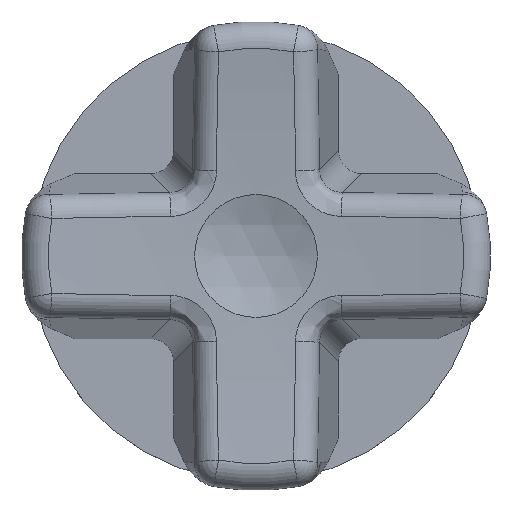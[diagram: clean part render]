
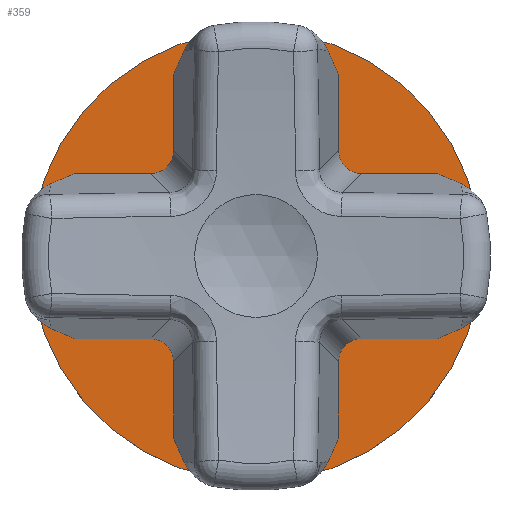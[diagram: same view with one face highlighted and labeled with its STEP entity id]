
A CAD part, top view. The second image highlights one B-rep face of the part: STEP entity #359.
In plain terms, the highlighted planar face has unit normal (0, 0, 1).
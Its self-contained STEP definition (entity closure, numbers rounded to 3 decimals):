
#71=PLANE('',#1448);
#121=LINE('',#2333,#181);
#122=LINE('',#2337,#182);
#123=LINE('',#2338,#183);
#124=LINE('',#2342,#184);
#125=LINE('',#2343,#185);
#126=LINE('',#2347,#186);
#127=LINE('',#2348,#187);
#128=LINE('',#2352,#188);
#181=VECTOR('',#1705,1.);
#182=VECTOR('',#1708,1.);
#183=VECTOR('',#1709,1.);
#184=VECTOR('',#1712,1.);
#185=VECTOR('',#1713,1.);
#186=VECTOR('',#1716,1.);
#187=VECTOR('',#1717,1.);
#188=VECTOR('',#1720,1.);
#328=ELLIPSE('',#1444,1.134,1.1);
#329=ELLIPSE('',#1445,1.134,1.1);
#330=ELLIPSE('',#1446,1.134,1.1);
#331=ELLIPSE('',#1447,1.134,1.1);
#359=ADVANCED_FACE('',(#446,#447),#71,.T.);
#446=FACE_BOUND('',#474,.T.);
#447=FACE_BOUND('',#475,.T.);
#474=EDGE_LOOP('',(#690,#691,#692,#693,#694,#695,#696,#697,#698,#699,#700,
#701,#702,#703,#704,#705));
#475=EDGE_LOOP('',(#706));
#690=ORIENTED_EDGE('',*,*,#1198,.F.);
#691=ORIENTED_EDGE('',*,*,#1199,.T.);
#692=ORIENTED_EDGE('',*,*,#1200,.F.);
#693=ORIENTED_EDGE('',*,*,#1138,.F.);
#694=ORIENTED_EDGE('',*,*,#1201,.F.);
#695=ORIENTED_EDGE('',*,*,#1202,.T.);
#696=ORIENTED_EDGE('',*,*,#1203,.F.);
#697=ORIENTED_EDGE('',*,*,#1153,.F.);
#698=ORIENTED_EDGE('',*,*,#1204,.F.);
#699=ORIENTED_EDGE('',*,*,#1205,.T.);
#700=ORIENTED_EDGE('',*,*,#1206,.F.);
#701=ORIENTED_EDGE('',*,*,#1148,.F.);
#702=ORIENTED_EDGE('',*,*,#1207,.F.);
#703=ORIENTED_EDGE('',*,*,#1208,.T.);
#704=ORIENTED_EDGE('',*,*,#1209,.F.);
#705=ORIENTED_EDGE('',*,*,#1143,.F.);
#706=ORIENTED_EDGE('',*,*,#1197,.F.);
#1014=VERTEX_POINT('',#2108);
#1015=VERTEX_POINT('',#2110);
#1018=VERTEX_POINT('',#2138);
#1019=VERTEX_POINT('',#2140);
#1022=VERTEX_POINT('',#2176);
#1023=VERTEX_POINT('',#2178);
#1026=VERTEX_POINT('',#2206);
#1027=VERTEX_POINT('',#2208);
#1062=VERTEX_POINT('',#2331);
#1063=VERTEX_POINT('',#2334);
#1064=VERTEX_POINT('',#2336);
#1065=VERTEX_POINT('',#2339);
#1066=VERTEX_POINT('',#2341);
#1067=VERTEX_POINT('',#2344);
#1068=VERTEX_POINT('',#2346);
#1069=VERTEX_POINT('',#2349);
#1070=VERTEX_POINT('',#2351);
#1138=EDGE_CURVE('',#1014,#1015,#1323,.T.);
#1143=EDGE_CURVE('',#1018,#1019,#1324,.T.);
#1148=EDGE_CURVE('',#1022,#1023,#1325,.T.);
#1153=EDGE_CURVE('',#1026,#1027,#1326,.T.);
#1197=EDGE_CURVE('',#1062,#1062,#1336,.T.);
#1198=EDGE_CURVE('',#1063,#1018,#121,.T.);
#1199=EDGE_CURVE('',#1063,#1064,#328,.T.);
#1200=EDGE_CURVE('',#1015,#1064,#122,.T.);
#1201=EDGE_CURVE('',#1065,#1014,#123,.T.);
#1202=EDGE_CURVE('',#1065,#1066,#329,.T.);
#1203=EDGE_CURVE('',#1027,#1066,#124,.T.);
#1204=EDGE_CURVE('',#1067,#1026,#125,.T.);
#1205=EDGE_CURVE('',#1067,#1068,#330,.T.);
#1206=EDGE_CURVE('',#1023,#1068,#126,.T.);
#1207=EDGE_CURVE('',#1069,#1022,#127,.T.);
#1208=EDGE_CURVE('',#1069,#1070,#331,.T.);
#1209=EDGE_CURVE('',#1019,#1070,#128,.T.);
#1323=CIRCLE('',#1416,9.306);
#1324=CIRCLE('',#1418,9.306);
#1325=CIRCLE('',#1420,9.306);
#1326=CIRCLE('',#1422,9.306);
#1336=CIRCLE('',#1442,10.5);
#1416=AXIS2_PLACEMENT_3D('',#2109,#1625,#1626);
#1418=AXIS2_PLACEMENT_3D('',#2139,#1629,#1630);
#1420=AXIS2_PLACEMENT_3D('',#2177,#1633,#1634);
#1422=AXIS2_PLACEMENT_3D('',#2207,#1637,#1638);
#1442=AXIS2_PLACEMENT_3D('',#2330,#1701,#1702);
#1444=AXIS2_PLACEMENT_3D('',#2335,#1706,#1707);
#1445=AXIS2_PLACEMENT_3D('',#2340,#1710,#1711);
#1446=AXIS2_PLACEMENT_3D('',#2345,#1714,#1715);
#1447=AXIS2_PLACEMENT_3D('',#2350,#1718,#1719);
#1448=AXIS2_PLACEMENT_3D('',#2353,#1721,#1722);
#1625=DIRECTION('',(0.,0.,1.));
#1626=DIRECTION('',(1.,0.,0.));
#1629=DIRECTION('',(0.,0.,1.));
#1630=DIRECTION('',(1.,0.,0.));
#1633=DIRECTION('',(0.,0.,1.));
#1634=DIRECTION('',(1.,0.,0.));
#1637=DIRECTION('',(0.,0.,1.));
#1638=DIRECTION('',(1.,0.,0.));
#1701=DIRECTION('',(0.,0.,-1.));
#1702=DIRECTION('',(1.,0.,0.));
#1705=DIRECTION('',(0.,-1.,0.));
#1706=DIRECTION('',(0.,0.,1.));
#1707=DIRECTION('',(0.707,0.707,0.));
#1708=DIRECTION('',(1.,0.,0.));
#1709=DIRECTION('',(-1.,0.,0.));
#1710=DIRECTION('',(0.,0.,1.));
#1711=DIRECTION('',(0.707,-0.707,0.));
#1712=DIRECTION('',(0.,-1.,0.));
#1713=DIRECTION('',(0.,1.,0.));
#1714=DIRECTION('',(0.,0.,1.));
#1715=DIRECTION('',(-0.707,-0.707,0.));
#1716=DIRECTION('',(-1.,0.,0.));
#1717=DIRECTION('',(1.,0.,0.));
#1718=DIRECTION('',(0.,0.,1.));
#1719=DIRECTION('',(-0.707,0.707,0.));
#1720=DIRECTION('',(0.,1.,0.));
#1721=DIRECTION('',(0.,0.,1.));
#1722=DIRECTION('',(1.,0.,0.));
#2108=CARTESIAN_POINT('',(-8.476,3.842,4.2));
#2109=CARTESIAN_POINT('',(0.,0.,4.2));
#2110=CARTESIAN_POINT('',(-8.476,-3.842,4.2));
#2138=CARTESIAN_POINT('',(-3.842,-8.476,4.2));
#2139=CARTESIAN_POINT('',(0.,0.,4.2));
#2140=CARTESIAN_POINT('',(3.842,-8.476,4.2));
#2176=CARTESIAN_POINT('',(8.476,-3.842,4.2));
#2177=CARTESIAN_POINT('',(0.,0.,4.2));
#2178=CARTESIAN_POINT('',(8.476,3.842,4.2));
#2206=CARTESIAN_POINT('',(3.842,8.476,4.2));
#2207=CARTESIAN_POINT('',(0.,0.,4.2));
#2208=CARTESIAN_POINT('',(-3.842,8.476,4.2));
#2330=CARTESIAN_POINT('',(0.,0.,4.2));
#2331=CARTESIAN_POINT('',(10.5,0.,4.2));
#2333=CARTESIAN_POINT('',(-3.842,-2.202,4.2));
#2334=CARTESIAN_POINT('',(-3.842,-4.925,4.2));
#2335=CARTESIAN_POINT('',(-4.959,-4.959,4.2));
#2336=CARTESIAN_POINT('',(-4.925,-3.842,4.2));
#2337=CARTESIAN_POINT('',(-10.702,-3.842,4.2));
#2338=CARTESIAN_POINT('',(-2.202,3.842,4.2));
#2339=CARTESIAN_POINT('',(-4.925,3.842,4.2));
#2340=CARTESIAN_POINT('',(-4.959,4.959,4.2));
#2341=CARTESIAN_POINT('',(-3.842,4.925,4.2));
#2342=CARTESIAN_POINT('',(-3.842,10.702,4.2));
#2343=CARTESIAN_POINT('',(3.842,2.202,4.2));
#2344=CARTESIAN_POINT('',(3.842,4.925,4.2));
#2345=CARTESIAN_POINT('',(4.959,4.959,4.2));
#2346=CARTESIAN_POINT('',(4.925,3.842,4.2));
#2347=CARTESIAN_POINT('',(10.702,3.842,4.2));
#2348=CARTESIAN_POINT('',(2.202,-3.842,4.2));
#2349=CARTESIAN_POINT('',(4.925,-3.842,4.2));
#2350=CARTESIAN_POINT('',(4.959,-4.959,4.2));
#2351=CARTESIAN_POINT('',(3.842,-4.925,4.2));
#2352=CARTESIAN_POINT('',(3.842,-10.702,4.2));
#2353=CARTESIAN_POINT('',(0.,0.,4.2));
